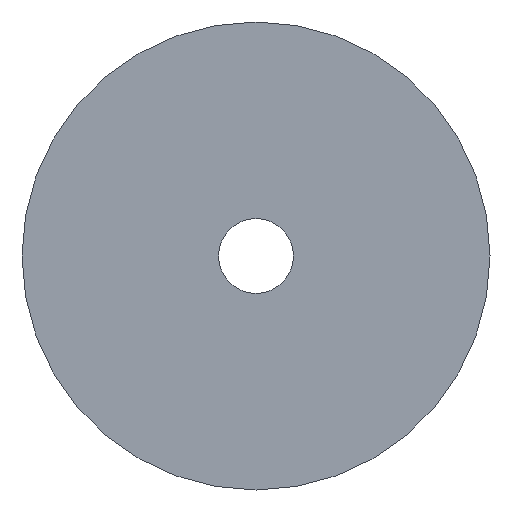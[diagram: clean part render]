
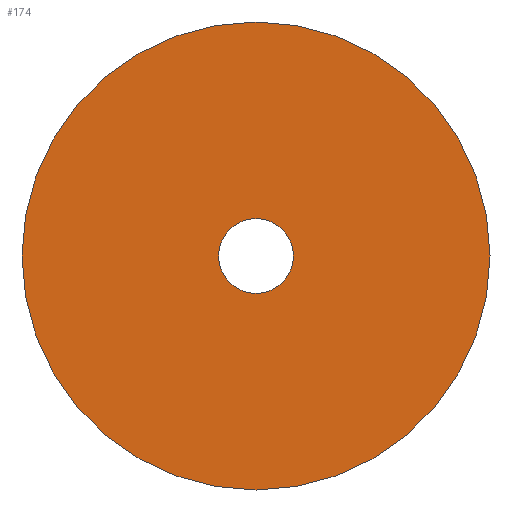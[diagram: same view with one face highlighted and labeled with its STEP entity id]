
A CAD part, front view. The second image highlights one B-rep face of the part: STEP entity #174.
In plain terms, the highlighted planar face has unit normal (0, -1, 0).
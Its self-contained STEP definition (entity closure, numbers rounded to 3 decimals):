
#9 = DIRECTION ( 'NONE',  ( 0., 0., 1. ) ) ;
#10 = ORIENTED_EDGE ( 'NONE', *, *, #158, .F. ) ;
#18 = VERTEX_POINT ( 'NONE', #181 ) ;
#19 = DIRECTION ( 'NONE',  ( 0., 0., 1. ) ) ;
#22 = CIRCLE ( 'NONE', #161, 10. ) ;
#24 = EDGE_CURVE ( 'NONE', #18, #194, #117, .T. ) ;
#29 = DIRECTION ( 'NONE',  ( 0., 1., 0. ) ) ;
#30 = ORIENTED_EDGE ( 'NONE', *, *, #81, .F. ) ;
#36 = DIRECTION ( 'NONE',  ( 0., 1., 0. ) ) ;
#46 = EDGE_LOOP ( 'NONE', ( #196, #118 ) ) ;
#54 = FACE_BOUND ( 'NONE', #46, .T. ) ;
#57 = AXIS2_PLACEMENT_3D ( 'NONE', #137, #125, #124 ) ;
#66 = CARTESIAN_POINT ( 'NONE',  ( 0., 0., 0. ) ) ;
#67 = CIRCLE ( 'NONE', #164, 1.6 ) ;
#68 = CARTESIAN_POINT ( 'NONE',  ( 0., 0., -1.6 ) ) ;
#81 = EDGE_CURVE ( 'NONE', #177, #153, #22, .T. ) ;
#83 = DIRECTION ( 'NONE',  ( 0., 0., 1. ) ) ;
#86 = DIRECTION ( 'NONE',  ( 0., 1., 0. ) ) ;
#90 = EDGE_CURVE ( 'NONE', #194, #18, #67, .T. ) ;
#97 = FACE_OUTER_BOUND ( 'NONE', #112, .T. ) ;
#99 = DIRECTION ( 'NONE',  ( 0., 1., 0. ) ) ;
#110 = CARTESIAN_POINT ( 'NONE',  ( 0., 0., 0. ) ) ;
#111 = CARTESIAN_POINT ( 'NONE',  ( 0., 0., 10. ) ) ;
#112 = EDGE_LOOP ( 'NONE', ( #30, #10 ) ) ;
#117 = CIRCLE ( 'NONE', #57, 1.6 ) ;
#118 = ORIENTED_EDGE ( 'NONE', *, *, #24, .T. ) ;
#124 = DIRECTION ( 'NONE',  ( 0., 0., 1. ) ) ;
#125 = DIRECTION ( 'NONE',  ( 0., 1., 0. ) ) ;
#126 = CARTESIAN_POINT ( 'NONE',  ( 0., 0., -10. ) ) ;
#129 = AXIS2_PLACEMENT_3D ( 'NONE', #66, #99, #9 ) ;
#135 = CIRCLE ( 'NONE', #179, 10. ) ;
#137 = CARTESIAN_POINT ( 'NONE',  ( 0., 0., 0. ) ) ;
#145 = CARTESIAN_POINT ( 'NONE',  ( 0., 0., 0. ) ) ;
#146 = DIRECTION ( 'NONE',  ( 0., 0., 1. ) ) ;
#153 = VERTEX_POINT ( 'NONE', #111 ) ;
#154 = CARTESIAN_POINT ( 'NONE',  ( 0., 0., 0. ) ) ;
#157 = PLANE ( 'NONE',  #129 ) ;
#158 = EDGE_CURVE ( 'NONE', #153, #177, #135, .T. ) ;
#161 = AXIS2_PLACEMENT_3D ( 'NONE', #154, #29, #19 ) ;
#164 = AXIS2_PLACEMENT_3D ( 'NONE', #145, #36, #146 ) ;
#174 = ADVANCED_FACE ( 'NONE', ( #97, #54 ), #157, .F. ) ;
#177 = VERTEX_POINT ( 'NONE', #126 ) ;
#179 = AXIS2_PLACEMENT_3D ( 'NONE', #110, #86, #83 ) ;
#181 = CARTESIAN_POINT ( 'NONE',  ( 0., 0., 1.6 ) ) ;
#194 = VERTEX_POINT ( 'NONE', #68 ) ;
#196 = ORIENTED_EDGE ( 'NONE', *, *, #90, .T. ) ;
